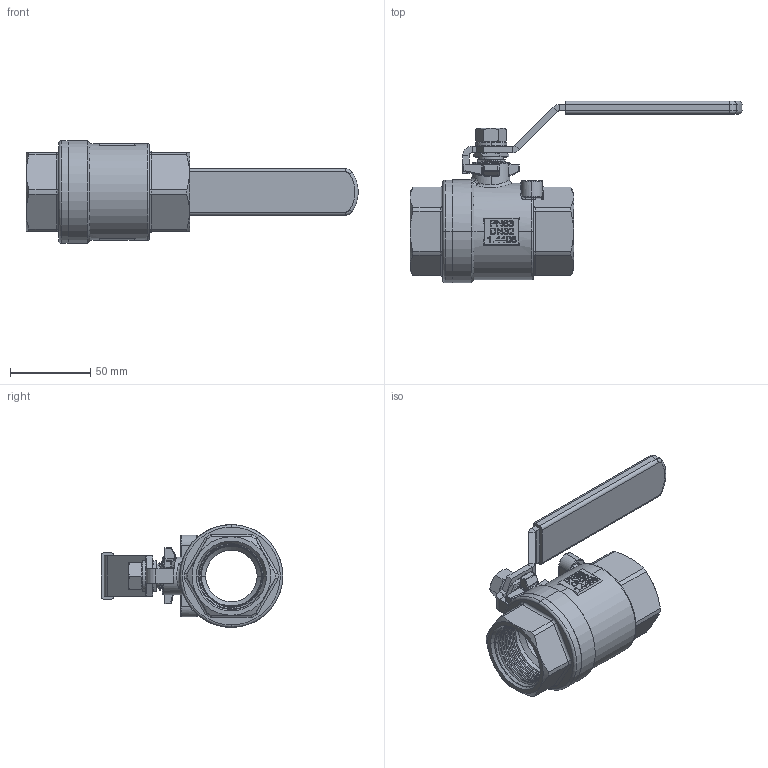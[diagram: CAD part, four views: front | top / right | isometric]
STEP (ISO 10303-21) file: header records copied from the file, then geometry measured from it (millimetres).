
FILE_DESCRIPTION (( 'STEP AP203' ), '1' );
FILE_NAME ('JV-20F-無掛鎖-藍.STEP', '2012-08-01T01:31:03', ( 'TULIPA' ), ( 'TULIPA' ), 'SwSTEP 2.0', 'SolidWorks 2005179', '' );
FILE_SCHEMA (( 'CONFIG_CONTROL_DESIGN' ));
Products named in the file (1): JV-20F-無掛鎖-藍
Bounding box: 206.32 x 112.93 x 64 mm (x, y, z)
Volume: 193274 mm3; surface area: 100076.3 mm2
Topology: 16 solids, 16 shells, 937 faces, 2320 edges, 1433 vertices
Faces by surface type: cylinder 276, plane 273, bspline 172, cone 131, torus 55, sphere 30
Entity records: 70311 total; most frequent: CARTESIAN_POINT 49914, ORIENTED_EDGE 4592, DIRECTION 3694, EDGE_CURVE 2296, VERTEX_POINT 1429, AXIS2_PLACEMENT_3D 1364, EDGE_LOOP 1005, VECTOR 966
